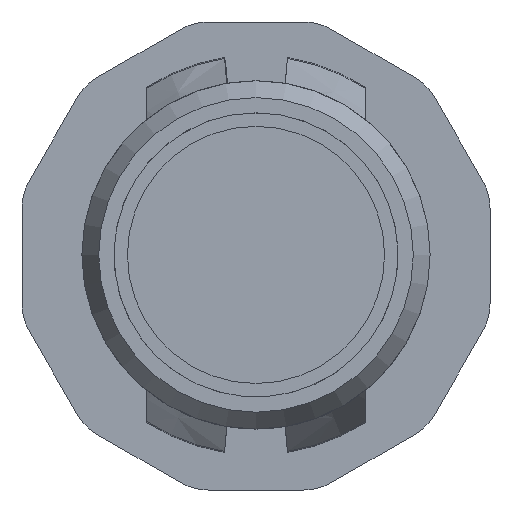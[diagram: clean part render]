
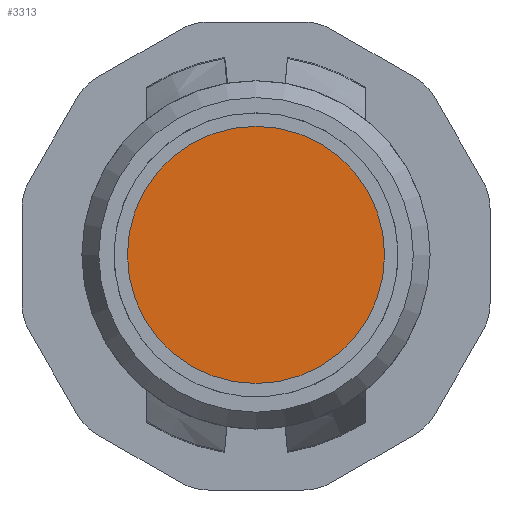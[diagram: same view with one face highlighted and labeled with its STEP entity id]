
A CAD part, front view. The second image highlights one B-rep face of the part: STEP entity #3313.
In plain terms, the highlighted planar face has unit normal (0, -1, 0).
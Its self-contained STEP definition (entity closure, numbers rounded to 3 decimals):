
#2860=CIRCLE('',#11201,11.815);
#3313=ADVANCED_FACE('',(#3992),#3556,.T.);
#3556=PLANE('',#11202);
#3992=FACE_OUTER_BOUND('',#4490,.T.);
#4490=EDGE_LOOP('',(#6856));
#6856=ORIENTED_EDGE('',*,*,#8810,.T.);
#7627=VERTEX_POINT('',#19963);
#8810=EDGE_CURVE('',#7627,#7627,#2860,.T.);
#11201=AXIS2_PLACEMENT_3D('',#19962,#13288,#13289);
#11202=AXIS2_PLACEMENT_3D('',#19964,#13290,#13291);
#13288=DIRECTION('',(0.,-1.,0.));
#13289=DIRECTION('',(0.,0.,-1.));
#13290=DIRECTION('',(0.,-1.,0.));
#13291=DIRECTION('',(1.,0.,0.));
#19962=CARTESIAN_POINT('',(0.,-5.,0.));
#19963=CARTESIAN_POINT('',(0.,-5.,-11.815));
#19964=CARTESIAN_POINT('',(0.,-5.,-4.8));
